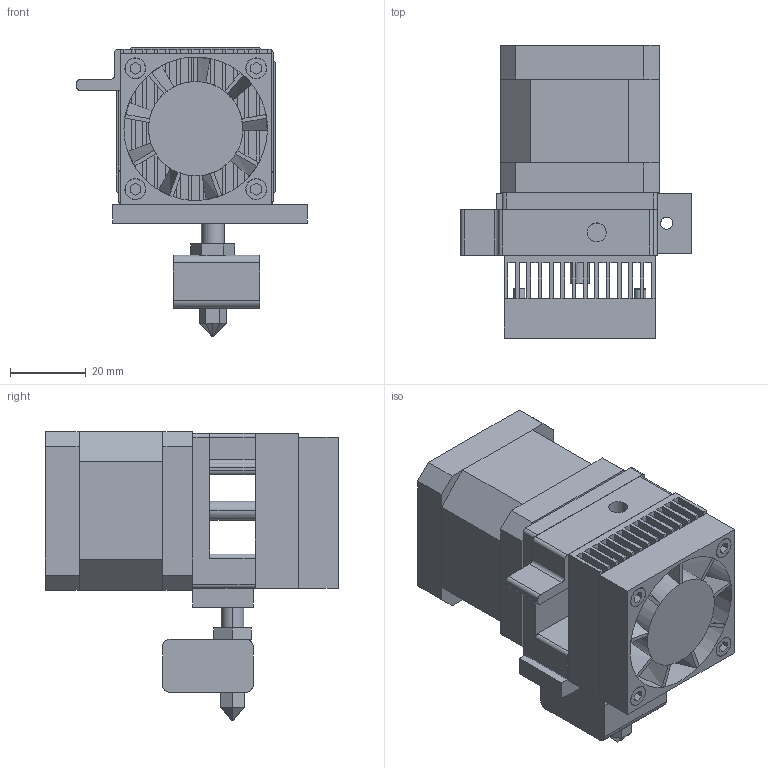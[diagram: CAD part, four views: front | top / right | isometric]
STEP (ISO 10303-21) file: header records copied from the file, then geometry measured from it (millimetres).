
FILE_DESCRIPTION(/* description */ (''),/* implementation_level */ '2;1');
FILE_NAME(/* name */ 'mk8_o similar',/* time_stamp */ '2015-10-27T11:52:10+01:00',/* author */ (''),/* organization */ (''),/* preprocessor_version */ 'ST-DEVELOPER v15',/* originating_system */ '',/* authorisation */ '');
FILE_SCHEMA (('CONFIG_CONTROL_DESIGN'));
Length unit declared in the file: millimetre
Products named in the file (1): Document
Bounding box: 61.02 x 77.6 x 76.5 mm (x, y, z)
Volume: 115352.1 mm3; surface area: 46625.4 mm2
Topology: 14 solids, 14 shells, 350 faces, 847 edges, 546 vertices
Faces by surface type: plane 227, bspline 123
Entity records: 9495 total; most frequent: CARTESIAN_POINT 3893, ORIENTED_EDGE 1692, EDGE_CURVE 846, B_SPLINE_CURVE_WITH_KNOTS 567, VERTEX_POINT 545, EDGE_LOOP 385, ADVANCED_FACE 350, FACE_OUTER_BOUND 350
